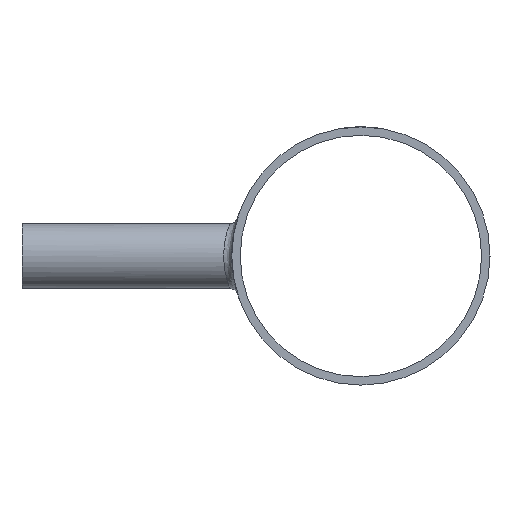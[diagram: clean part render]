
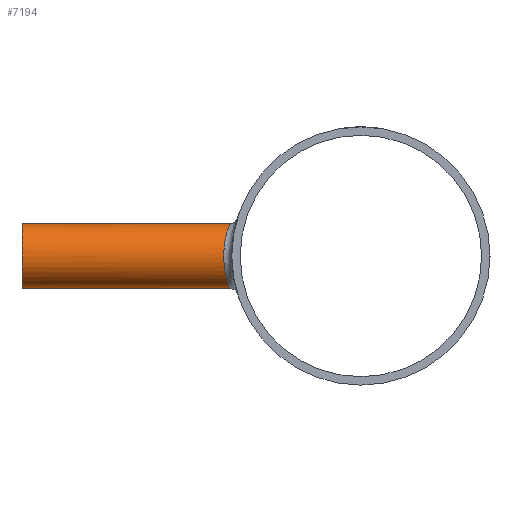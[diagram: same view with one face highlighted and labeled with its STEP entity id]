
A CAD part, left-side view. The second image highlights one B-rep face of the part: STEP entity #7194.
In plain terms, the highlighted cylindrical face has radius 6.35 mm (diameter 12.7 mm), a full revolution.
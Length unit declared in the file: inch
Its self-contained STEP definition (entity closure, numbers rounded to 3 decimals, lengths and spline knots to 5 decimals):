
#138=FACE_BOUND('',#1322,.T.);
#891=FACE_OUTER_BOUND('',#1321,.T.);
#1321=EDGE_LOOP('',(#6720));
#1322=EDGE_LOOP('',(#6721));
#2464=CIRCLE('',#7608,0.25);
#2825=B_SPLINE_CURVE_WITH_KNOTS('',3,(#15874,#15875,#15876,#15877,#15878,
#15879,#15880,#15881,#15882,#15883,#15884,#15885,#15886,#15887,#15888,#15889,
#15890,#15891,#15892,#15893),.UNSPECIFIED.,.T.,.F.,(4,3,1,1,1,1,1,1,1,1,
1,1,1,1,1,4),(0.,0.,0.27463,0.54925,
0.82388,1.0985,1.51044,1.64776,2.01392,
2.19701,2.38009,2.74626,3.02089,3.29551,
3.57014,3.84476),.UNSPECIFIED.);
#3534=VERTEX_POINT('',#15872);
#3535=VERTEX_POINT('',#15895);
#4600=EDGE_CURVE('',#3534,#3534,#2825,.T.);
#4601=EDGE_CURVE('',#3535,#3535,#2464,.T.);
#6720=ORIENTED_EDGE('',*,*,#4601,.T.);
#6721=ORIENTED_EDGE('',*,*,#4600,.F.);
#6774=CYLINDRICAL_SURFACE('',#7607,0.25);
#7194=ADVANCED_FACE('',(#891,#138),#6774,.T.);
#7607=AXIS2_PLACEMENT_3D('',#15894,#8936,#8937);
#7608=AXIS2_PLACEMENT_3D('',#15896,#8938,#8939);
#8936=DIRECTION('center_axis',(0.,-1.,0.));
#8937=DIRECTION('ref_axis',(1.,0.,0.));
#8938=DIRECTION('center_axis',(0.,-1.,0.));
#8939=DIRECTION('ref_axis',(1.,0.,0.));
#15872=CARTESIAN_POINT('',(0.,1.0155,0.25));
#15874=CARTESIAN_POINT('Ctrl Pts',(0.,1.01548,
0.25002));
#15875=CARTESIAN_POINT('Ctrl Pts',(0.,1.01548,
0.25002));
#15876=CARTESIAN_POINT('Ctrl Pts',(0.,1.01548,
0.25002));
#15877=CARTESIAN_POINT('Ctrl Pts',(0.,1.01548,
0.25002));
#15878=CARTESIAN_POINT('Ctrl Pts',(-0.03758,1.01548,
0.25002));
#15879=CARTESIAN_POINT('Ctrl Pts',(-0.11273,1.02253,
0.23265));
#15880=CARTESIAN_POINT('Ctrl Pts',(-0.20186,1.04527,
0.16132));
#15881=CARTESIAN_POINT('Ctrl Pts',(-0.25201,1.06319,
0.05812));
#15882=CARTESIAN_POINT('Ctrl Pts',(-0.25224,1.06328,
-0.07771));
#15883=CARTESIAN_POINT('Ctrl Pts',(-0.189,1.04062,-0.17702));
#15884=CARTESIAN_POINT('Ctrl Pts',(-0.08335,1.01836,
-0.24372));
#15885=CARTESIAN_POINT('Ctrl Pts',(0.01387,1.01205,
-0.2587));
#15886=CARTESIAN_POINT('Ctrl Pts',(0.11051,1.02375,-0.22831));
#15887=CARTESIAN_POINT('Ctrl Pts',(0.19335,1.04208,-0.17198));
#15888=CARTESIAN_POINT('Ctrl Pts',(0.25214,1.06333,-0.071));
#15889=CARTESIAN_POINT('Ctrl Pts',(0.25203,1.06316,0.05808));
#15890=CARTESIAN_POINT('Ctrl Pts',(0.20182,1.04526,0.16133));
#15891=CARTESIAN_POINT('Ctrl Pts',(0.11274,1.02253,0.23265));
#15892=CARTESIAN_POINT('Ctrl Pts',(0.03758,1.01548,
0.25002));
#15893=CARTESIAN_POINT('Ctrl Pts',(0.,1.01548,
0.25002));
#15894=CARTESIAN_POINT('Origin',(0.,2.625,0.));
#15895=CARTESIAN_POINT('',(-0.25,2.625,0.));
#15896=CARTESIAN_POINT('Origin',(0.,2.625,0.));
